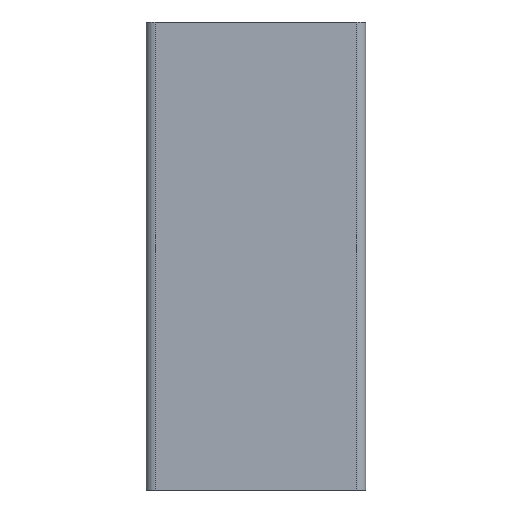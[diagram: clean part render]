
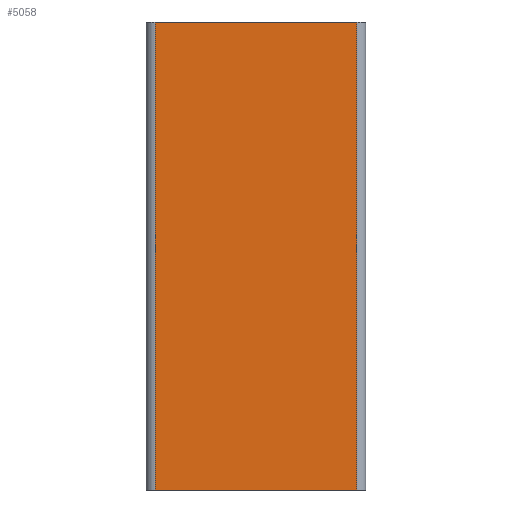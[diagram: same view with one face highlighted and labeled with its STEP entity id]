
A CAD part, left-side view. The second image highlights one B-rep face of the part: STEP entity #5058.
In plain terms, the highlighted planar face has unit normal (-1, 0, 0).
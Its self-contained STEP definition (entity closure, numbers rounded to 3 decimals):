
#147=FACE_OUTER_BOUND('',#395,.T.);
#395=EDGE_LOOP('',(#3706,#3707,#3708,#3709));
#885=LINE('',#7422,#1617);
#886=LINE('',#7425,#1618);
#887=LINE('',#7427,#1619);
#888=LINE('',#7428,#1620);
#1617=VECTOR('',#6060,100.);
#1618=VECTOR('',#6063,43.);
#1619=VECTOR('',#6064,43.);
#1620=VECTOR('',#6065,100.);
#2230=VERTEX_POINT('',#7418);
#2231=VERTEX_POINT('',#7420);
#2232=VERTEX_POINT('',#7424);
#2233=VERTEX_POINT('',#7426);
#2845=EDGE_CURVE('',#2230,#2231,#885,.T.);
#2846=EDGE_CURVE('',#2230,#2232,#886,.T.);
#2847=EDGE_CURVE('',#2233,#2231,#887,.T.);
#2848=EDGE_CURVE('',#2232,#2233,#888,.T.);
#3706=ORIENTED_EDGE('',*,*,#2846,.F.);
#3707=ORIENTED_EDGE('',*,*,#2845,.T.);
#3708=ORIENTED_EDGE('',*,*,#2847,.F.);
#3709=ORIENTED_EDGE('',*,*,#2848,.F.);
#4811=PLANE('',#5312);
#5058=ADVANCED_FACE('',(#147),#4811,.T.);
#5312=AXIS2_PLACEMENT_3D('',#7423,#6061,#6062);
#6060=DIRECTION('',(0.,0.,1.));
#6061=DIRECTION('center_axis',(-1.,0.,0.));
#6062=DIRECTION('ref_axis',(0.,-1.,0.));
#6063=DIRECTION('',(0.,1.,0.));
#6064=DIRECTION('',(0.,-1.,0.));
#6065=DIRECTION('',(0.,0.,1.));
#7418=CARTESIAN_POINT('',(-22.5,-13.,0.));
#7420=CARTESIAN_POINT('',(-22.5,-13.,100.));
#7422=CARTESIAN_POINT('',(-22.5,-13.,0.));
#7423=CARTESIAN_POINT('Origin',(-22.5,30.,0.));
#7424=CARTESIAN_POINT('',(-22.5,30.,0.));
#7425=CARTESIAN_POINT('',(-22.5,-13.,0.));
#7426=CARTESIAN_POINT('',(-22.5,30.,100.));
#7427=CARTESIAN_POINT('',(-22.5,-13.,100.));
#7428=CARTESIAN_POINT('',(-22.5,30.,0.));
